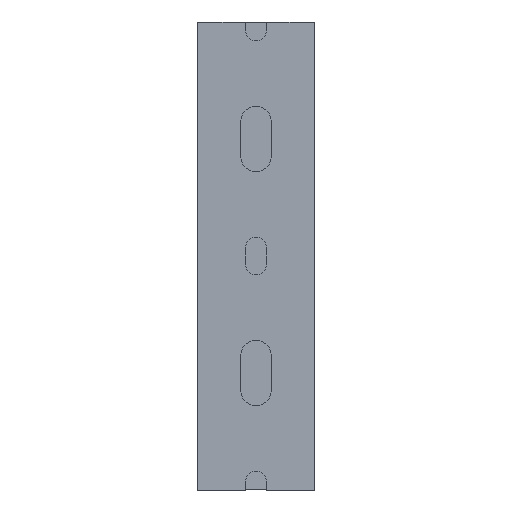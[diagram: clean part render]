
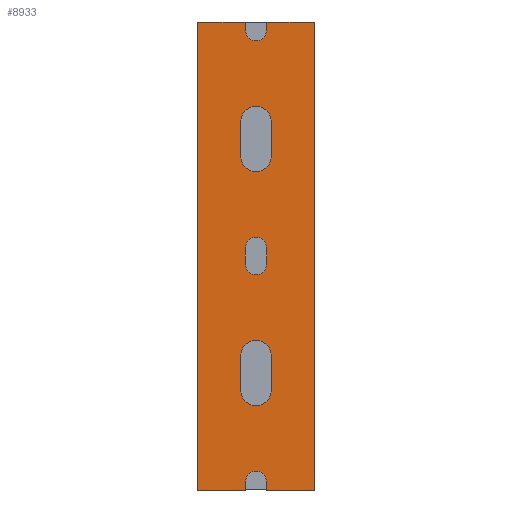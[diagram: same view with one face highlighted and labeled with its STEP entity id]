
A CAD part, front view. The second image highlights one B-rep face of the part: STEP entity #8933.
In plain terms, the highlighted planar face has unit normal (0, -1, 0).
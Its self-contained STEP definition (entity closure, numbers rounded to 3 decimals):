
#30=FACE_BOUND('',#1391,.T.);
#31=FACE_BOUND('',#1392,.T.);
#32=FACE_BOUND('',#1393,.T.);
#523=CIRCLE('',#9638,2.25);
#524=CIRCLE('',#9639,2.25);
#525=CIRCLE('',#9640,3.25);
#526=CIRCLE('',#9641,3.25);
#527=CIRCLE('',#9642,3.25);
#528=CIRCLE('',#9643,3.25);
#529=CIRCLE('',#9644,2.25);
#530=CIRCLE('',#9645,2.25);
#925=FACE_OUTER_BOUND('',#1390,.T.);
#1390=EDGE_LOOP('',(#6963,#6964,#6965,#6966,#6967,#6968,#6969,#6970,#6971,
#6972,#6973,#6974));
#1391=EDGE_LOOP('',(#6975,#6976,#6977,#6978));
#1392=EDGE_LOOP('',(#6979,#6980,#6981,#6982));
#1393=EDGE_LOOP('',(#6983,#6984,#6985,#6986));
#2033=LINE('',#14314,#2923);
#2039=LINE('',#14329,#2929);
#2042=LINE('',#14336,#2932);
#2060=LINE('',#14387,#2950);
#2064=LINE('',#14394,#2954);
#2066=LINE('',#14399,#2956);
#2068=LINE('',#14402,#2958);
#2069=LINE('',#14403,#2959);
#2070=LINE('',#14407,#2960);
#2071=LINE('',#14409,#2961);
#2072=LINE('',#14411,#2962);
#2073=LINE('',#14413,#2963);
#2074=LINE('',#14415,#2964);
#2075=LINE('',#14420,#2965);
#2076=LINE('',#14426,#2966);
#2077=LINE('',#14430,#2967);
#2923=VECTOR('',#11252,10.);
#2929=VECTOR('',#11268,10.);
#2932=VECTOR('',#11273,10.);
#2950=VECTOR('',#11311,10.);
#2954=VECTOR('',#11317,10.);
#2956=VECTOR('',#11321,10.);
#2958=VECTOR('',#11325,10.);
#2959=VECTOR('',#11326,10.);
#2960=VECTOR('',#11329,10.);
#2961=VECTOR('',#11330,10.);
#2962=VECTOR('',#11331,10.);
#2963=VECTOR('',#11332,10.);
#2964=VECTOR('',#11333,10.);
#2965=VECTOR('',#11338,10.);
#2966=VECTOR('',#11345,10.);
#2967=VECTOR('',#11348,10.);
#3835=VERTEX_POINT('',#14311);
#3836=VERTEX_POINT('',#14313);
#3839=VERTEX_POINT('',#14326);
#3840=VERTEX_POINT('',#14328);
#3841=VERTEX_POINT('',#14332);
#3843=VERTEX_POINT('',#14335);
#3865=VERTEX_POINT('',#14384);
#3866=VERTEX_POINT('',#14386);
#3867=VERTEX_POINT('',#14390);
#3868=VERTEX_POINT('',#14392);
#3869=VERTEX_POINT('',#14396);
#3870=VERTEX_POINT('',#14398);
#3871=VERTEX_POINT('',#14404);
#3872=VERTEX_POINT('',#14406);
#3873=VERTEX_POINT('',#14408);
#3874=VERTEX_POINT('',#14410);
#3875=VERTEX_POINT('',#14412);
#3876=VERTEX_POINT('',#14414);
#3877=VERTEX_POINT('',#14417);
#3878=VERTEX_POINT('',#14419);
#3879=VERTEX_POINT('',#14422);
#3880=VERTEX_POINT('',#14424);
#3881=VERTEX_POINT('',#14427);
#3882=VERTEX_POINT('',#14429);
#4949=EDGE_CURVE('',#3835,#3836,#2033,.T.);
#4955=EDGE_CURVE('',#3840,#3839,#2039,.T.);
#4958=EDGE_CURVE('',#3843,#3841,#2042,.T.);
#4984=EDGE_CURVE('',#3866,#3865,#2060,.T.);
#4988=EDGE_CURVE('',#3867,#3868,#2064,.T.);
#4990=EDGE_CURVE('',#3870,#3869,#2066,.T.);
#4992=EDGE_CURVE('',#3836,#3841,#2068,.T.);
#4993=EDGE_CURVE('',#3867,#3835,#2069,.T.);
#4994=EDGE_CURVE('',#3868,#3871,#523,.T.);
#4995=EDGE_CURVE('',#3871,#3872,#2070,.T.);
#4996=EDGE_CURVE('',#3872,#3873,#2071,.T.);
#4997=EDGE_CURVE('',#3873,#3874,#2072,.T.);
#4998=EDGE_CURVE('',#3874,#3875,#2073,.T.);
#4999=EDGE_CURVE('',#3875,#3876,#2074,.T.);
#5000=EDGE_CURVE('',#3876,#3843,#524,.T.);
#5001=EDGE_CURVE('',#3839,#3877,#525,.T.);
#5002=EDGE_CURVE('',#3877,#3878,#2075,.T.);
#5003=EDGE_CURVE('',#3878,#3840,#526,.T.);
#5004=EDGE_CURVE('',#3879,#3866,#527,.T.);
#5005=EDGE_CURVE('',#3865,#3880,#528,.T.);
#5006=EDGE_CURVE('',#3880,#3879,#2076,.T.);
#5007=EDGE_CURVE('',#3869,#3881,#529,.T.);
#5008=EDGE_CURVE('',#3881,#3882,#2077,.T.);
#5009=EDGE_CURVE('',#3882,#3870,#530,.T.);
#6963=ORIENTED_EDGE('',*,*,#4958,.T.);
#6964=ORIENTED_EDGE('',*,*,#4992,.F.);
#6965=ORIENTED_EDGE('',*,*,#4949,.F.);
#6966=ORIENTED_EDGE('',*,*,#4993,.F.);
#6967=ORIENTED_EDGE('',*,*,#4988,.T.);
#6968=ORIENTED_EDGE('',*,*,#4994,.T.);
#6969=ORIENTED_EDGE('',*,*,#4995,.T.);
#6970=ORIENTED_EDGE('',*,*,#4996,.T.);
#6971=ORIENTED_EDGE('',*,*,#4997,.T.);
#6972=ORIENTED_EDGE('',*,*,#4998,.T.);
#6973=ORIENTED_EDGE('',*,*,#4999,.T.);
#6974=ORIENTED_EDGE('',*,*,#5000,.T.);
#6975=ORIENTED_EDGE('',*,*,#5001,.T.);
#6976=ORIENTED_EDGE('',*,*,#5002,.T.);
#6977=ORIENTED_EDGE('',*,*,#5003,.T.);
#6978=ORIENTED_EDGE('',*,*,#4955,.T.);
#6979=ORIENTED_EDGE('',*,*,#5004,.T.);
#6980=ORIENTED_EDGE('',*,*,#4984,.T.);
#6981=ORIENTED_EDGE('',*,*,#5005,.T.);
#6982=ORIENTED_EDGE('',*,*,#5006,.T.);
#6983=ORIENTED_EDGE('',*,*,#5007,.T.);
#6984=ORIENTED_EDGE('',*,*,#5008,.T.);
#6985=ORIENTED_EDGE('',*,*,#5009,.T.);
#6986=ORIENTED_EDGE('',*,*,#4990,.T.);
#8585=PLANE('',#9637);
#8933=ADVANCED_FACE('',(#925,#30,#31,#32),#8585,.T.);
#9637=AXIS2_PLACEMENT_3D('',#14401,#11323,#11324);
#9638=AXIS2_PLACEMENT_3D('',#14405,#11327,#11328);
#9639=AXIS2_PLACEMENT_3D('',#14416,#11334,#11335);
#9640=AXIS2_PLACEMENT_3D('',#14418,#11336,#11337);
#9641=AXIS2_PLACEMENT_3D('',#14421,#11339,#11340);
#9642=AXIS2_PLACEMENT_3D('',#14423,#11341,#11342);
#9643=AXIS2_PLACEMENT_3D('',#14425,#11343,#11344);
#9644=AXIS2_PLACEMENT_3D('',#14428,#11346,#11347);
#9645=AXIS2_PLACEMENT_3D('',#14431,#11349,#11350);
#11252=DIRECTION('',(0.,0.,-1.));
#11268=DIRECTION('',(0.,0.,-1.));
#11273=DIRECTION('',(0.,0.,-1.));
#11311=DIRECTION('',(0.,0.,-1.));
#11317=DIRECTION('',(0.,0.,-1.));
#11321=DIRECTION('',(0.,0.,-1.));
#11323=DIRECTION('center_axis',(0.,-1.,0.));
#11324=DIRECTION('ref_axis',(0.,0.,-1.));
#11325=DIRECTION('',(-1.,0.,0.));
#11326=DIRECTION('',(1.,0.,0.));
#11327=DIRECTION('center_axis',(0.,1.,0.));
#11328=DIRECTION('ref_axis',(-1.,0.,0.));
#11329=DIRECTION('',(0.,0.,1.));
#11330=DIRECTION('',(-1.,0.,0.));
#11331=DIRECTION('',(0.,0.,-1.));
#11332=DIRECTION('',(1.,0.,0.));
#11333=DIRECTION('',(0.,0.,1.));
#11334=DIRECTION('center_axis',(0.,1.,0.));
#11335=DIRECTION('ref_axis',(1.,0.,0.));
#11336=DIRECTION('center_axis',(0.,1.,0.));
#11337=DIRECTION('ref_axis',(-1.,0.,0.));
#11338=DIRECTION('',(0.,0.,1.));
#11339=DIRECTION('center_axis',(0.,1.,0.));
#11340=DIRECTION('ref_axis',(1.,0.,0.));
#11341=DIRECTION('center_axis',(0.,1.,0.));
#11342=DIRECTION('ref_axis',(1.,0.,0.));
#11343=DIRECTION('center_axis',(0.,1.,0.));
#11344=DIRECTION('ref_axis',(-1.,0.,0.));
#11345=DIRECTION('',(0.,0.,1.));
#11346=DIRECTION('center_axis',(0.,1.,0.));
#11347=DIRECTION('ref_axis',(-1.,0.,0.));
#11348=DIRECTION('',(0.,0.,1.));
#11349=DIRECTION('center_axis',(0.,1.,0.));
#11350=DIRECTION('ref_axis',(1.,0.,0.));
#14311=CARTESIAN_POINT('',(12.5,0.,0.));
#14313=CARTESIAN_POINT('',(12.5,0.,-100.));
#14314=CARTESIAN_POINT('',(12.5,0.,0.));
#14326=CARTESIAN_POINT('',(3.25,0.,-78.75));
#14328=CARTESIAN_POINT('',(3.25,0.,-71.25));
#14329=CARTESIAN_POINT('',(3.25,0.,-35.625));
#14332=CARTESIAN_POINT('',(2.25,0.,-100.));
#14335=CARTESIAN_POINT('',(2.25,0.,-98.25));
#14336=CARTESIAN_POINT('',(2.25,0.,-49.125));
#14384=CARTESIAN_POINT('',(3.25,0.,-28.75));
#14386=CARTESIAN_POINT('',(3.25,0.,-21.25));
#14387=CARTESIAN_POINT('',(3.25,0.,-10.625));
#14390=CARTESIAN_POINT('',(2.25,0.,0.));
#14392=CARTESIAN_POINT('',(2.25,0.,-1.75));
#14394=CARTESIAN_POINT('',(2.25,0.,0.875));
#14396=CARTESIAN_POINT('',(2.25,0.,-51.75));
#14398=CARTESIAN_POINT('',(2.25,0.,-48.25));
#14399=CARTESIAN_POINT('',(2.25,0.,-24.125));
#14401=CARTESIAN_POINT('Origin',(-12.5,0.,0.));
#14402=CARTESIAN_POINT('',(0.,0.,-100.));
#14403=CARTESIAN_POINT('',(0.,0.,0.));
#14404=CARTESIAN_POINT('',(-2.25,0.,-1.75));
#14405=CARTESIAN_POINT('Origin',(0.,0.,
-1.75));
#14406=CARTESIAN_POINT('',(-2.25,0.,0.));
#14407=CARTESIAN_POINT('',(-2.25,0.,0.875));
#14408=CARTESIAN_POINT('',(-12.5,0.,0.));
#14409=CARTESIAN_POINT('',(0.,0.,0.));
#14410=CARTESIAN_POINT('',(-12.5,0.,-100.));
#14411=CARTESIAN_POINT('',(-12.5,0.,0.));
#14412=CARTESIAN_POINT('',(-2.25,0.,-100.));
#14413=CARTESIAN_POINT('',(0.,0.,-100.));
#14414=CARTESIAN_POINT('',(-2.25,0.,-98.25));
#14415=CARTESIAN_POINT('',(-2.25,0.,-49.125));
#14416=CARTESIAN_POINT('Origin',(0.,0.,
-98.25));
#14417=CARTESIAN_POINT('',(-3.25,0.,-78.75));
#14418=CARTESIAN_POINT('Origin',(0.,0.,
-78.75));
#14419=CARTESIAN_POINT('',(-3.25,0.,-71.25));
#14420=CARTESIAN_POINT('',(-3.25,0.,-35.625));
#14421=CARTESIAN_POINT('Origin',(0.,0.,
-71.25));
#14422=CARTESIAN_POINT('',(-3.25,0.,-21.25));
#14423=CARTESIAN_POINT('Origin',(0.,0.,
-21.25));
#14424=CARTESIAN_POINT('',(-3.25,0.,-28.75));
#14425=CARTESIAN_POINT('Origin',(0.,0.,
-28.75));
#14426=CARTESIAN_POINT('',(-3.25,0.,-10.625));
#14427=CARTESIAN_POINT('',(-2.25,0.,-51.75));
#14428=CARTESIAN_POINT('Origin',(0.,0.,
-51.75));
#14429=CARTESIAN_POINT('',(-2.25,0.,-48.25));
#14430=CARTESIAN_POINT('',(-2.25,0.,-24.125));
#14431=CARTESIAN_POINT('Origin',(0.,0.,
-48.25));
